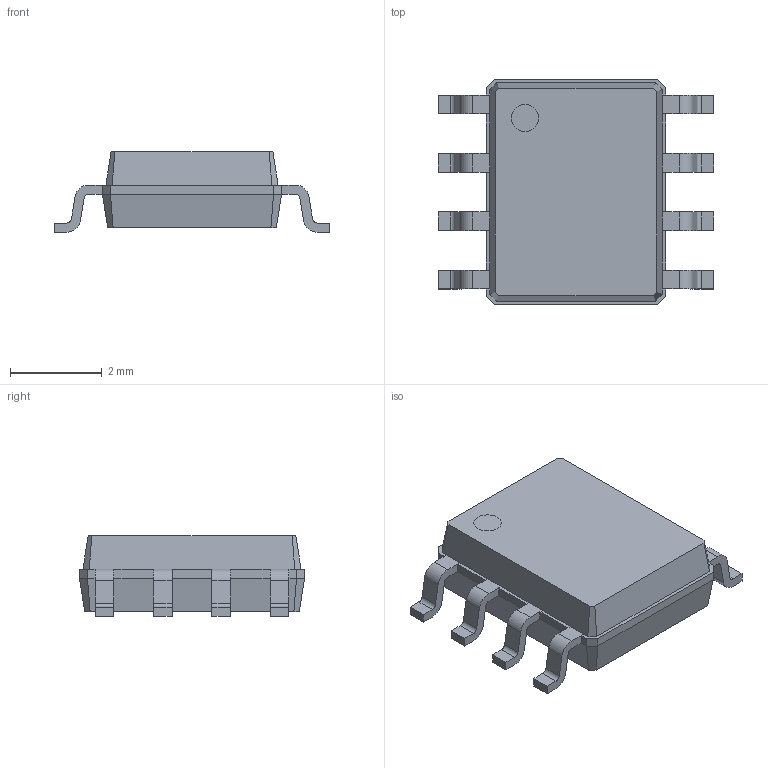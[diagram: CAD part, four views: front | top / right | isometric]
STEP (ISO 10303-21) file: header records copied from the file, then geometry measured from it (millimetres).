
FILE_DESCRIPTION(/* description */ ('model of SOIC-8_3.9x4.9mm_P1.27mm'),/* implementation_level */ '2;1');
FILE_NAME(/* name */ 'SOIC-8_3.9x4.9mm_P1.27mm.step',/* time_stamp */ '1970-01-01T00:00:00',/* author */ ('KiCAD','kicad'),/* organization */ ('OCCT'),/* preprocessor_version */ '',/* originating_system */ 'KiCAD',/* authorisation */ '');
FILE_SCHEMA(('AUTOMOTIVE_DESIGN { 1 0 10303 214 1 1 1 1 }'));
Length unit declared in the file: millimetre
Products named in the file (1): SOIC-8_3.9x4.9mm_P1.27mm
Bounding box: 6 x 4.9 x 1.75 mm (x, y, z)
Volume: 30.2 mm3; surface area: 78 mm2
Topology: 1 solids, 1 shells, 147 faces, 393 edges, 249 vertices
Faces by surface type: plane 99, cylinder 32, bspline 16
Entity records: 2980 total; most frequent: ORIENTED_EDGE 681, EDGE_CURVE 393, CARTESIAN_POINT 332, VERTEX_POINT 249, LINE 248, AXIS2_PLACEMENT_3D 174, FACE_BOUND 148, ADVANCED_FACE 147
